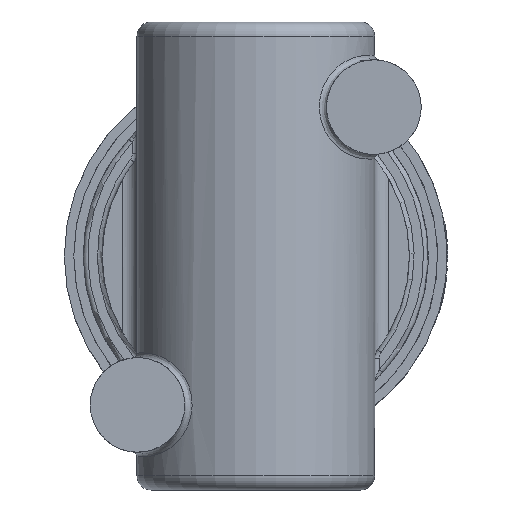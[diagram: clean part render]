
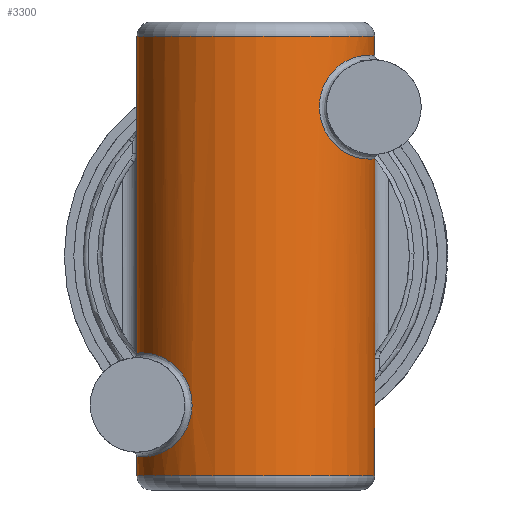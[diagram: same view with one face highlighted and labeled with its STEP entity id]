
A CAD part, front view. The second image highlights one B-rep face of the part: STEP entity #3300.
In plain terms, the highlighted cylindrical face has radius 25.145 mm (diameter 50.291 mm), a partial arc.
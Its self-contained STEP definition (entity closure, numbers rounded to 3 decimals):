
#296=B_SPLINE_CURVE_WITH_KNOTS('',3,(#6313,#6314,#6315,#6316,#6317,#6318,
#6319,#6320,#6321,#6322,#6323,#6324,#6325),.UNSPECIFIED.,.F.,.F.,(4,1,1,
1,1,1,1,1,1,1,4),(-6.394,-5.481,-4.567,
-4.111,-3.654,-3.045,-2.74,
-2.131,-1.827,-0.913,0.),
 .UNSPECIFIED.);
#304=B_SPLINE_CURVE_WITH_KNOTS('',3,(#6593,#6594,#6595,#6596,#6597,#6598,
#6599,#6600,#6601,#6602,#6603,#6604,#6605,#6606,#6607,#6608),
 .UNSPECIFIED.,.F.,.F.,(4,1,1,1,1,1,1,1,1,1,1,1,1,4),(-6.394,
-5.938,-5.481,-5.024,-4.567,
-3.958,-3.654,-3.349,-2.74,
-2.284,-1.827,-1.37,-0.913,
0.),.UNSPECIFIED.);
#467=FACE_OUTER_BOUND('',#673,.T.);
#673=EDGE_LOOP('',(#2802,#2803,#2804,#2805,#2806,#2807,#2808,#2809));
#828=CIRCLE('',#3625,25.146);
#831=CIRCLE('',#3631,25.146);
#995=LINE('',#6124,#1185);
#1013=LINE('',#6388,#1203);
#1045=LINE('',#6745,#1235);
#1046=LINE('',#6747,#1236);
#1185=VECTOR('',#4140,10.);
#1203=VECTOR('',#4246,10.);
#1235=VECTOR('',#4478,10.);
#1236=VECTOR('',#4481,10.);
#1435=VERTEX_POINT('',#6121);
#1436=VERTEX_POINT('',#6123);
#1457=VERTEX_POINT('',#6311);
#1466=VERTEX_POINT('',#6385);
#1467=VERTEX_POINT('',#6387);
#1486=VERTEX_POINT('',#6591);
#1489=VERTEX_POINT('',#6642);
#1490=VERTEX_POINT('',#6650);
#1806=EDGE_CURVE('',#1435,#1436,#995,.T.);
#1841=EDGE_CURVE('',#1457,#1435,#296,.T.);
#1859=EDGE_CURVE('',#1467,#1466,#1013,.T.);
#1892=EDGE_CURVE('',#1486,#1466,#304,.T.);
#1905=EDGE_CURVE('',#1467,#1489,#828,.T.);
#1909=EDGE_CURVE('',#1436,#1490,#831,.T.);
#1942=EDGE_CURVE('',#1486,#1490,#1045,.T.);
#1943=EDGE_CURVE('',#1489,#1457,#1046,.T.);
#2802=ORIENTED_EDGE('',*,*,#1841,.F.);
#2803=ORIENTED_EDGE('',*,*,#1943,.F.);
#2804=ORIENTED_EDGE('',*,*,#1905,.F.);
#2805=ORIENTED_EDGE('',*,*,#1859,.T.);
#2806=ORIENTED_EDGE('',*,*,#1892,.F.);
#2807=ORIENTED_EDGE('',*,*,#1942,.T.);
#2808=ORIENTED_EDGE('',*,*,#1909,.F.);
#2809=ORIENTED_EDGE('',*,*,#1806,.F.);
#2981=CYLINDRICAL_SURFACE('',#3677,25.146);
#3300=ADVANCED_FACE('',(#467),#2981,.T.);
#3625=AXIS2_PLACEMENT_3D('',#6644,#4355,#4356);
#3631=AXIS2_PLACEMENT_3D('',#6652,#4368,#4369);
#3677=AXIS2_PLACEMENT_3D('',#6746,#4479,#4480);
#4140=DIRECTION('',(0.,0.,1.));
#4246=DIRECTION('',(0.,0.,1.));
#4355=DIRECTION('center_axis',(0.,0.,-1.));
#4356=DIRECTION('ref_axis',(0.,-1.,0.));
#4368=DIRECTION('center_axis',(0.,0.,1.));
#4369=DIRECTION('ref_axis',(0.,-1.,0.));
#4478=DIRECTION('',(0.,0.,1.));
#4479=DIRECTION('center_axis',(0.,0.,1.));
#4480=DIRECTION('ref_axis',(1.,0.,0.));
#4481=DIRECTION('',(0.,0.,1.));
#6121=CARTESIAN_POINT('',(-25.146,0.,-20.56));
#6123=CARTESIAN_POINT('',(-25.146,0.,46.5));
#6124=CARTESIAN_POINT('',(-25.146,0.,0.));
#6311=CARTESIAN_POINT('',(-25.146,0.,-42.44));
#6313=CARTESIAN_POINT('Ctrl Pts',(-25.146,0.,-42.44));
#6314=CARTESIAN_POINT('Ctrl Pts',(-25.146,-2.928,-42.44));
#6315=CARTESIAN_POINT('Ctrl Pts',(-24.133,-8.771,-42.624));
#6316=CARTESIAN_POINT('Ctrl Pts',(-20.35,-15.247,-42.181));
#6317=CARTESIAN_POINT('Ctrl Pts',(-16.519,-19.078,-39.566));
#6318=CARTESIAN_POINT('Ctrl Pts',(-13.818,-21.052,-35.676));
#6319=CARTESIAN_POINT('Ctrl Pts',(-13.148,-21.427,-30.937));
#6320=CARTESIAN_POINT('Ctrl Pts',(-14.513,-20.577,-26.045));
#6321=CARTESIAN_POINT('Ctrl Pts',(-16.857,-18.801,-23.14));
#6322=CARTESIAN_POINT('Ctrl Pts',(-20.601,-14.815,-20.797));
#6323=CARTESIAN_POINT('Ctrl Pts',(-24.133,-8.772,-20.371));
#6324=CARTESIAN_POINT('Ctrl Pts',(-25.146,-2.928,-20.56));
#6325=CARTESIAN_POINT('Ctrl Pts',(-25.146,0.,-20.56));
#6385=CARTESIAN_POINT('',(25.146,0.,20.56));
#6387=CARTESIAN_POINT('',(25.146,0.,-46.5));
#6388=CARTESIAN_POINT('',(25.146,0.,0.));
#6591=CARTESIAN_POINT('',(25.146,0.,42.44));
#6593=CARTESIAN_POINT('Ctrl Pts',(25.146,0.,42.44));
#6594=CARTESIAN_POINT('Ctrl Pts',(25.146,-1.464,42.44));
#6595=CARTESIAN_POINT('Ctrl Pts',(24.888,-4.392,42.472));
#6596=CARTESIAN_POINT('Ctrl Pts',(23.749,-8.652,42.534));
#6597=CARTESIAN_POINT('Ctrl Pts',(21.878,-12.646,42.345));
#6598=CARTESIAN_POINT('Ctrl Pts',(19.107,-16.613,41.454));
#6599=CARTESIAN_POINT('Ctrl Pts',(16.171,-19.347,39.257));
#6600=CARTESIAN_POINT('Ctrl Pts',(14.237,-20.743,35.961));
#6601=CARTESIAN_POINT('Ctrl Pts',(13.149,-21.428,32.07));
#6602=CARTESIAN_POINT('Ctrl Pts',(13.814,-21.052,27.318));
#6603=CARTESIAN_POINT('Ctrl Pts',(16.525,-19.076,23.437));
#6604=CARTESIAN_POINT('Ctrl Pts',(19.376,-16.213,21.467));
#6605=CARTESIAN_POINT('Ctrl Pts',(21.882,-12.647,20.648));
#6606=CARTESIAN_POINT('Ctrl Pts',(24.37,-7.319,20.416));
#6607=CARTESIAN_POINT('Ctrl Pts',(25.146,-2.928,20.56));
#6608=CARTESIAN_POINT('Ctrl Pts',(25.146,0.,20.56));
#6642=CARTESIAN_POINT('',(-25.146,0.,-46.5));
#6644=CARTESIAN_POINT('Origin',(0.,0.,-46.5));
#6650=CARTESIAN_POINT('',(25.146,0.,46.5));
#6652=CARTESIAN_POINT('Origin',(0.,0.,46.5));
#6745=CARTESIAN_POINT('',(25.146,0.,0.));
#6746=CARTESIAN_POINT('Origin',(0.,0.,0.));
#6747=CARTESIAN_POINT('',(-25.146,0.,0.));
